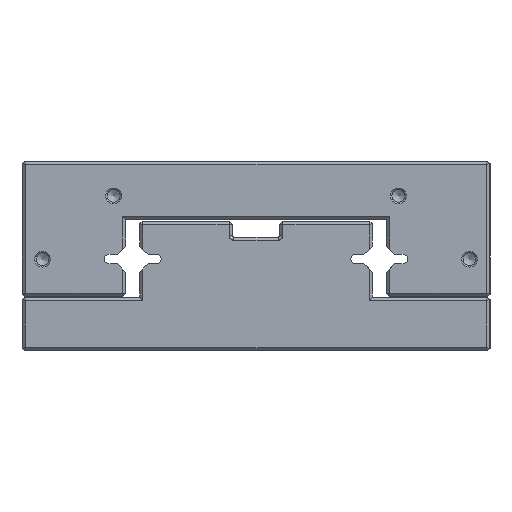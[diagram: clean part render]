
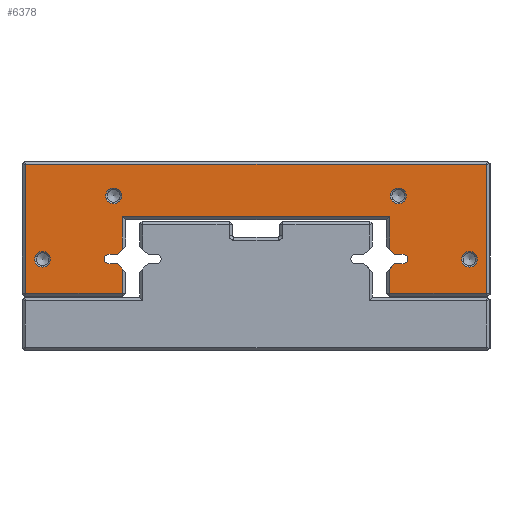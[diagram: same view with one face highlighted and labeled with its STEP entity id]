
A CAD part, left-side view. The second image highlights one B-rep face of the part: STEP entity #6378.
In plain terms, the highlighted planar face has unit normal (-1, 0, 0).
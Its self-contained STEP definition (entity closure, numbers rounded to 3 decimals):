
#5233=FACE_BOUND('',#9915,.T.);
#5234=FACE_BOUND('',#9916,.T.);
#5235=FACE_BOUND('',#9917,.T.);
#5236=FACE_BOUND('',#9918,.T.);
#5237=FACE_BOUND('',#9919,.T.);
#5847=CIRCLE('',#27033,1.5);
#5852=CIRCLE('',#27046,1.5);
#5858=CIRCLE('',#27058,2.5);
#5859=CIRCLE('',#27059,2.5);
#5860=CIRCLE('',#27060,2.5);
#5861=CIRCLE('',#27061,2.5);
#6378=ADVANCED_FACE('',(#5233,#5234,#5235,#5236,#5237),#7614,.T.);
#7614=PLANE('',#27062);
#9915=EDGE_LOOP('',(#12994,#12995,#12996,#12997,#12998,#12999,#13000,#13001,
#13002,#13003,#13004,#13005,#13006,#13007,#13008,#13009,#13010,#13011,#13012,
#13013,#13014,#13015,#13016,#13017));
#9916=EDGE_LOOP('',(#13018));
#9917=EDGE_LOOP('',(#13019));
#9918=EDGE_LOOP('',(#13020));
#9919=EDGE_LOOP('',(#13021));
#12994=ORIENTED_EDGE('',*,*,#20268,.F.);
#12995=ORIENTED_EDGE('',*,*,#20309,.T.);
#12996=ORIENTED_EDGE('',*,*,#20310,.T.);
#12997=ORIENTED_EDGE('',*,*,#20311,.T.);
#12998=ORIENTED_EDGE('',*,*,#20251,.F.);
#12999=ORIENTED_EDGE('',*,*,#20245,.F.);
#13000=ORIENTED_EDGE('',*,*,#20242,.F.);
#13001=ORIENTED_EDGE('',*,*,#20239,.F.);
#13002=ORIENTED_EDGE('',*,*,#20237,.F.);
#13003=ORIENTED_EDGE('',*,*,#20312,.T.);
#13004=ORIENTED_EDGE('',*,*,#20313,.T.);
#13005=ORIENTED_EDGE('',*,*,#20314,.T.);
#13006=ORIENTED_EDGE('',*,*,#20315,.T.);
#13007=ORIENTED_EDGE('',*,*,#20316,.T.);
#13008=ORIENTED_EDGE('',*,*,#20317,.T.);
#13009=ORIENTED_EDGE('',*,*,#20318,.T.);
#13010=ORIENTED_EDGE('',*,*,#20319,.T.);
#13011=ORIENTED_EDGE('',*,*,#20320,.T.);
#13012=ORIENTED_EDGE('',*,*,#20321,.T.);
#13013=ORIENTED_EDGE('',*,*,#20322,.T.);
#13014=ORIENTED_EDGE('',*,*,#20282,.F.);
#13015=ORIENTED_EDGE('',*,*,#20276,.F.);
#13016=ORIENTED_EDGE('',*,*,#20273,.F.);
#13017=ORIENTED_EDGE('',*,*,#20270,.F.);
#13018=ORIENTED_EDGE('',*,*,#20323,.T.);
#13019=ORIENTED_EDGE('',*,*,#20324,.T.);
#13020=ORIENTED_EDGE('',*,*,#20325,.T.);
#13021=ORIENTED_EDGE('',*,*,#20326,.T.);
#17987=VERTEX_POINT('',#36293);
#17988=VERTEX_POINT('',#36295);
#17989=VERTEX_POINT('',#36299);
#17991=VERTEX_POINT('',#36305);
#17993=VERTEX_POINT('',#36311);
#17998=VERTEX_POINT('',#36323);
#18010=VERTEX_POINT('',#36355);
#18011=VERTEX_POINT('',#36357);
#18012=VERTEX_POINT('',#36361);
#18014=VERTEX_POINT('',#36367);
#18016=VERTEX_POINT('',#36373);
#18021=VERTEX_POINT('',#36385);
#18044=VERTEX_POINT('',#36439);
#18045=VERTEX_POINT('',#36441);
#18046=VERTEX_POINT('',#36444);
#18047=VERTEX_POINT('',#36446);
#18048=VERTEX_POINT('',#36448);
#18049=VERTEX_POINT('',#36450);
#18050=VERTEX_POINT('',#36452);
#18051=VERTEX_POINT('',#36454);
#18052=VERTEX_POINT('',#36456);
#18053=VERTEX_POINT('',#36458);
#18054=VERTEX_POINT('',#36460);
#18055=VERTEX_POINT('',#36462);
#18056=VERTEX_POINT('',#36465);
#18057=VERTEX_POINT('',#36467);
#18058=VERTEX_POINT('',#36469);
#18059=VERTEX_POINT('',#36471);
#20237=EDGE_CURVE('',#17987,#17988,#22831,.T.);
#20239=EDGE_CURVE('',#17988,#17989,#22833,.T.);
#20242=EDGE_CURVE('',#17989,#17991,#5847,.T.);
#20245=EDGE_CURVE('',#17991,#17993,#22837,.T.);
#20251=EDGE_CURVE('',#17993,#17998,#22843,.T.);
#20268=EDGE_CURVE('',#18010,#18011,#22857,.T.);
#20270=EDGE_CURVE('',#18011,#18012,#22859,.T.);
#20273=EDGE_CURVE('',#18012,#18014,#5852,.T.);
#20276=EDGE_CURVE('',#18014,#18016,#22863,.T.);
#20282=EDGE_CURVE('',#18016,#18021,#22869,.T.);
#20309=EDGE_CURVE('',#18010,#18044,#22892,.T.);
#20310=EDGE_CURVE('',#18044,#18045,#22893,.T.);
#20311=EDGE_CURVE('',#18045,#17998,#22894,.T.);
#20312=EDGE_CURVE('',#17987,#18046,#22895,.T.);
#20313=EDGE_CURVE('',#18046,#18047,#22896,.T.);
#20314=EDGE_CURVE('',#18047,#18048,#22897,.T.);
#20315=EDGE_CURVE('',#18048,#18049,#22898,.T.);
#20316=EDGE_CURVE('',#18049,#18050,#22899,.T.);
#20317=EDGE_CURVE('',#18050,#18051,#22900,.T.);
#20318=EDGE_CURVE('',#18051,#18052,#22901,.T.);
#20319=EDGE_CURVE('',#18052,#18053,#22902,.T.);
#20320=EDGE_CURVE('',#18053,#18054,#22903,.T.);
#20321=EDGE_CURVE('',#18054,#18055,#22904,.T.);
#20322=EDGE_CURVE('',#18055,#18021,#22905,.T.);
#20323=EDGE_CURVE('',#18056,#18056,#5858,.T.);
#20324=EDGE_CURVE('',#18057,#18057,#5859,.T.);
#20325=EDGE_CURVE('',#18058,#18058,#5860,.T.);
#20326=EDGE_CURVE('',#18059,#18059,#5861,.T.);
#22831=LINE('',#36294,#25051);
#22833=LINE('',#36298,#25053);
#22837=LINE('',#36310,#25057);
#22843=LINE('',#36322,#25063);
#22857=LINE('',#36356,#25077);
#22859=LINE('',#36360,#25079);
#22863=LINE('',#36372,#25083);
#22869=LINE('',#36384,#25089);
#22892=LINE('',#36438,#25112);
#22893=LINE('',#36440,#25113);
#22894=LINE('',#36442,#25114);
#22895=LINE('',#36443,#25115);
#22896=LINE('',#36445,#25116);
#22897=LINE('',#36447,#25117);
#22898=LINE('',#36449,#25118);
#22899=LINE('',#36451,#25119);
#22900=LINE('',#36453,#25120);
#22901=LINE('',#36455,#25121);
#22902=LINE('',#36457,#25122);
#22903=LINE('',#36459,#25123);
#22904=LINE('',#36461,#25124);
#22905=LINE('',#36463,#25125);
#25051=VECTOR('',#29935,1.);
#25053=VECTOR('',#29939,1.);
#25057=VECTOR('',#29951,1.);
#25063=VECTOR('',#29959,1.);
#25077=VECTOR('',#29987,1.);
#25079=VECTOR('',#29991,1.);
#25083=VECTOR('',#30003,1.);
#25089=VECTOR('',#30011,1.);
#25112=VECTOR('',#30050,1.);
#25113=VECTOR('',#30051,1.);
#25114=VECTOR('',#30052,1.);
#25115=VECTOR('',#30053,1.);
#25116=VECTOR('',#30054,1.);
#25117=VECTOR('',#30055,1.);
#25118=VECTOR('',#30056,1.);
#25119=VECTOR('',#30057,1.);
#25120=VECTOR('',#30058,1.);
#25121=VECTOR('',#30059,1.);
#25122=VECTOR('',#30060,1.);
#25123=VECTOR('',#30061,1.);
#25124=VECTOR('',#30062,1.);
#25125=VECTOR('',#30063,1.);
#27033=AXIS2_PLACEMENT_3D('',#36304,#29944,#29945);
#27046=AXIS2_PLACEMENT_3D('',#36366,#29996,#29997);
#27058=AXIS2_PLACEMENT_3D('',#36464,#30064,#30065);
#27059=AXIS2_PLACEMENT_3D('',#36466,#30066,#30067);
#27060=AXIS2_PLACEMENT_3D('',#36468,#30068,#30069);
#27061=AXIS2_PLACEMENT_3D('',#36470,#30070,#30071);
#27062=AXIS2_PLACEMENT_3D('',#36472,#30072,#30073);
#29935=DIRECTION('',(0.,-0.707,0.707));
#29939=DIRECTION('',(0.,-1.,0.));
#29944=DIRECTION('',(-1.,0.,0.));
#29945=DIRECTION('',(0.,0.,-1.));
#29951=DIRECTION('',(0.,1.,0.));
#29959=DIRECTION('',(0.,0.707,0.707));
#29987=DIRECTION('',(0.,0.707,-0.707));
#29991=DIRECTION('',(0.,1.,0.));
#29996=DIRECTION('',(-1.,0.,0.));
#29997=DIRECTION('',(0.,0.,1.));
#30003=DIRECTION('',(0.,-1.,0.));
#30011=DIRECTION('',(0.,-0.707,-0.707));
#30050=DIRECTION('',(0.,0.,1.));
#30051=DIRECTION('',(0.,-1.,0.));
#30052=DIRECTION('',(0.,0.,-1.));
#30053=DIRECTION('',(0.,0.,-1.));
#30054=DIRECTION('',(0.,-1.,0.));
#30055=DIRECTION('',(0.,-0.707,0.707));
#30056=DIRECTION('',(0.,0.,1.));
#30057=DIRECTION('',(0.,0.707,0.707));
#30058=DIRECTION('',(0.,1.,0.));
#30059=DIRECTION('',(0.,0.707,-0.707));
#30060=DIRECTION('',(0.,0.,-1.));
#30061=DIRECTION('',(0.,-0.707,-0.707));
#30062=DIRECTION('',(0.,-1.,0.));
#30063=DIRECTION('',(0.,0.,1.));
#30064=DIRECTION('',(1.,0.,0.));
#30065=DIRECTION('',(0.,0.,-1.));
#30066=DIRECTION('',(1.,0.,0.));
#30067=DIRECTION('',(0.,0.,-1.));
#30068=DIRECTION('',(1.,0.,0.));
#30069=DIRECTION('',(0.,0.,-1.));
#30070=DIRECTION('',(1.,0.,0.));
#30071=DIRECTION('',(0.,0.,-1.));
#30072=DIRECTION('',(-1.,0.,0.));
#30073=DIRECTION('',(0.,0.,-1.));
#36293=CARTESIAN_POINT('',(80.,31.75,25.886));
#36294=CARTESIAN_POINT('',(80.,32.75,24.886));
#36295=CARTESIAN_POINT('',(80.,30.136,27.5));
#36298=CARTESIAN_POINT('',(80.,30.136,27.5));
#36299=CARTESIAN_POINT('',(80.,27.5,27.5));
#36304=CARTESIAN_POINT('',(80.,27.5,29.));
#36305=CARTESIAN_POINT('',(80.,27.5,30.5));
#36310=CARTESIAN_POINT('',(80.,27.5,30.5));
#36311=CARTESIAN_POINT('',(80.,30.136,30.5));
#36322=CARTESIAN_POINT('',(80.,30.136,30.5));
#36323=CARTESIAN_POINT('',(80.,31.75,32.114));
#36355=CARTESIAN_POINT('',(80.,116.25,32.114));
#36356=CARTESIAN_POINT('',(80.,115.25,33.114));
#36357=CARTESIAN_POINT('',(80.,117.864,30.5));
#36360=CARTESIAN_POINT('',(80.,117.864,30.5));
#36361=CARTESIAN_POINT('',(80.,120.5,30.5));
#36366=CARTESIAN_POINT('',(80.,120.5,29.));
#36367=CARTESIAN_POINT('',(80.,120.5,27.5));
#36372=CARTESIAN_POINT('',(80.,120.5,27.5));
#36373=CARTESIAN_POINT('',(80.,117.864,27.5));
#36384=CARTESIAN_POINT('',(80.,117.864,27.5));
#36385=CARTESIAN_POINT('',(80.,116.25,25.886));
#36438=CARTESIAN_POINT('',(80.,116.25,41.5));
#36439=CARTESIAN_POINT('',(80.,116.25,42.5));
#36440=CARTESIAN_POINT('',(80.,32.75,42.5));
#36441=CARTESIAN_POINT('',(80.,31.75,42.5));
#36442=CARTESIAN_POINT('',(80.,31.75,33.114));
#36443=CARTESIAN_POINT('',(80.,31.75,17.2));
#36444=CARTESIAN_POINT('',(80.,31.75,18.2));
#36445=CARTESIAN_POINT('',(80.,0.7,18.2));
#36446=CARTESIAN_POINT('',(80.,1.114,18.2));
#36447=CARTESIAN_POINT('',(80.,8.907,10.407));
#36448=CARTESIAN_POINT('',(80.,1.,18.314));
#36449=CARTESIAN_POINT('',(80.,1.,59.3));
#36450=CARTESIAN_POINT('',(80.,1.,58.886));
#36451=CARTESIAN_POINT('',(80.,-0.693,57.193));
#36452=CARTESIAN_POINT('',(80.,1.114,59.));
#36453=CARTESIAN_POINT('',(80.,147.3,59.));
#36454=CARTESIAN_POINT('',(80.,146.886,59.));
#36455=CARTESIAN_POINT('',(80.,102.193,103.693));
#36456=CARTESIAN_POINT('',(80.,147.,58.886));
#36457=CARTESIAN_POINT('',(80.,147.,17.9));
#36458=CARTESIAN_POINT('',(80.,147.,18.314));
#36459=CARTESIAN_POINT('',(80.,92.593,-36.093));
#36460=CARTESIAN_POINT('',(80.,146.886,18.2));
#36461=CARTESIAN_POINT('',(80.,115.25,18.2));
#36462=CARTESIAN_POINT('',(80.,116.25,18.2));
#36463=CARTESIAN_POINT('',(80.,116.25,24.886));
#36464=CARTESIAN_POINT('',(80.,141.5,29.));
#36465=CARTESIAN_POINT('',(80.,141.5,26.5));
#36466=CARTESIAN_POINT('',(80.,6.5,29.));
#36467=CARTESIAN_POINT('',(80.,6.5,26.5));
#36468=CARTESIAN_POINT('',(80.,29.,49.));
#36469=CARTESIAN_POINT('',(80.,29.,46.5));
#36470=CARTESIAN_POINT('',(80.,119.,49.));
#36471=CARTESIAN_POINT('',(80.,119.,46.5));
#36472=CARTESIAN_POINT('',(80.,27.5,29.));
